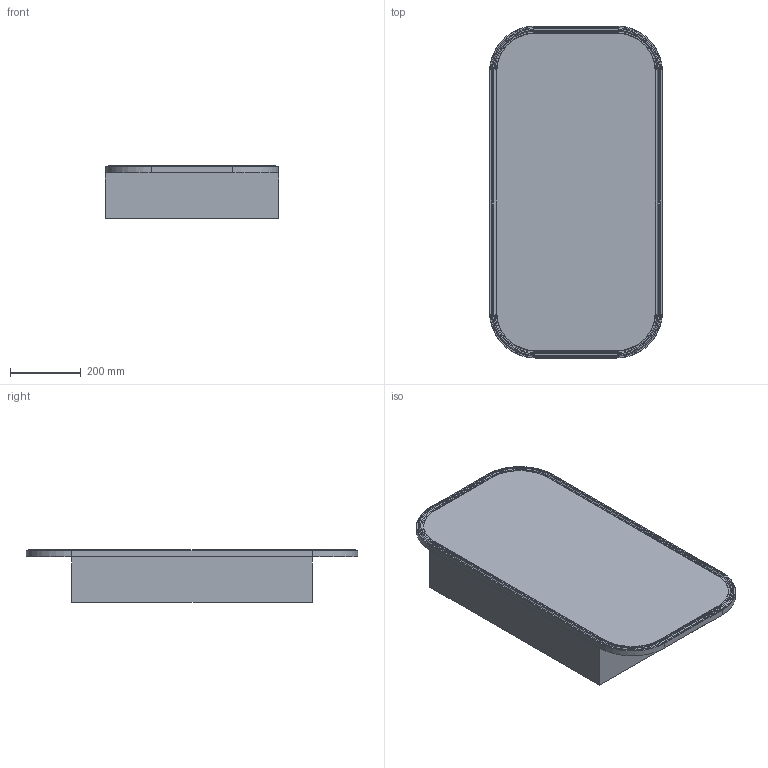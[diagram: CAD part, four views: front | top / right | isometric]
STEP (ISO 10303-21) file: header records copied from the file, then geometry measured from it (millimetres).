
FILE_DESCRIPTION (( 'STEP AP214' ), '1' );
FILE_NAME ('2352256 - Quinn 1 Door Shave Cab 490 x 940.STEP', '2022-02-02T01:12:55', ( '' ), ( '' ), 'SwSTEP 2.0', 'SolidWorks 2021', '' );
FILE_SCHEMA (( 'AUTOMOTIVE_DESIGN' ));
Length unit declared in the file: millimetre
Products named in the file (1): 2352256 - Quinn 1 Door Shave Cab 490 x 940
Bounding box: 490 x 940 x 150 mm (x, y, z)
Volume: 51065509.5 mm3; surface area: 1914123.6 mm2
Topology: 2 solids, 2 shells, 91 faces, 204 edges, 120 vertices
Faces by surface type: cylinder 32, torus 28, plane 23, cone 8
Entity records: 2580 total; most frequent: DIRECTION 500, CARTESIAN_POINT 416, ORIENTED_EDGE 408, EDGE_CURVE 204, AXIS2_PLACEMENT_3D 204, VERTEX_POINT 120, CIRCLE 112, EDGE_LOOP 94
